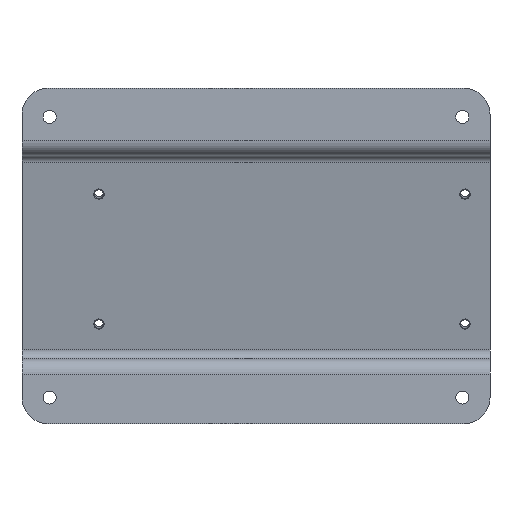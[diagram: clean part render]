
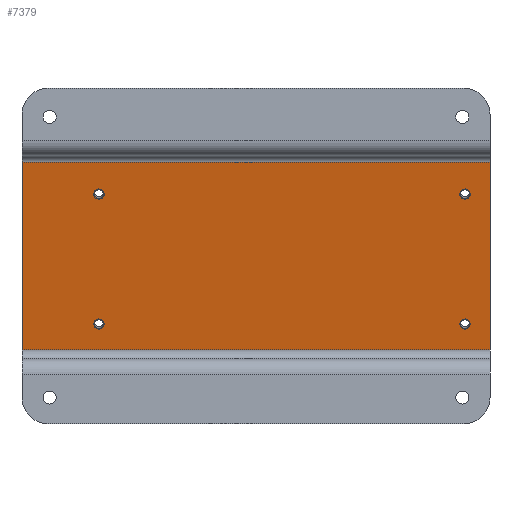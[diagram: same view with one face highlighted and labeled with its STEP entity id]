
A CAD part, front view. The second image highlights one B-rep face of the part: STEP entity #7379.
In plain terms, the highlighted planar face has unit normal (0, -0.985, -0.174).
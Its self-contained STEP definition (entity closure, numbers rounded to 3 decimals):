
#1553=DIRECTION('',(0.,0.174,-0.985));
#1554=VECTOR('',#1553,73.156);
#1555=CARTESIAN_POINT('',(90.,12.92,36.521));
#1556=LINE('',#1555,#1554);
#1601=DIRECTION('',(0.,0.174,-0.985));
#1602=VECTOR('',#1601,73.156);
#1603=CARTESIAN_POINT('',(-90.,12.92,36.521));
#1604=LINE('',#1603,#1602);
#1657=DIRECTION('',(1.,0.,0.));
#1658=VECTOR('',#1657,180.);
#1659=CARTESIAN_POINT('',(-90.,12.92,36.521));
#1660=LINE('',#1659,#1658);
#1661=CARTESIAN_POINT('',(-60.4,23.887,-25.676));
#1662=DIRECTION('',(0.,0.985,0.174));
#1663=DIRECTION('',(0.,0.174,-0.985));
#1664=AXIS2_PLACEMENT_3D('',#1661,#1662,#1663);
#1666=CARTESIAN_POINT('',(-60.4,23.887,-25.676));
#1667=DIRECTION('',(0.,0.985,0.174));
#1668=DIRECTION('',(0.,-0.174,0.985));
#1669=AXIS2_PLACEMENT_3D('',#1666,#1667,#1668);
#1671=CARTESIAN_POINT('',(80.39,23.887,-25.676));
#1672=DIRECTION('',(0.,0.985,0.174));
#1673=DIRECTION('',(0.,0.174,-0.985));
#1674=AXIS2_PLACEMENT_3D('',#1671,#1672,#1673);
#1676=CARTESIAN_POINT('',(80.39,23.887,-25.676));
#1677=DIRECTION('',(0.,0.985,0.174));
#1678=DIRECTION('',(0.,-0.174,0.985));
#1679=AXIS2_PLACEMENT_3D('',#1676,#1677,#1678);
#1681=CARTESIAN_POINT('',(-60.4,15.074,24.303));
#1682=DIRECTION('',(0.,0.985,0.174));
#1683=DIRECTION('',(0.,0.174,-0.985));
#1684=AXIS2_PLACEMENT_3D('',#1681,#1682,#1683);
#1686=CARTESIAN_POINT('',(-60.4,15.074,24.303));
#1687=DIRECTION('',(0.,0.985,0.174));
#1688=DIRECTION('',(0.,-0.174,0.985));
#1689=AXIS2_PLACEMENT_3D('',#1686,#1687,#1688);
#1691=CARTESIAN_POINT('',(80.39,15.074,24.303));
#1692=DIRECTION('',(0.,0.985,0.174));
#1693=DIRECTION('',(0.,0.174,-0.985));
#1694=AXIS2_PLACEMENT_3D('',#1691,#1692,#1693);
#1696=CARTESIAN_POINT('',(80.39,15.074,24.303));
#1697=DIRECTION('',(0.,0.985,0.174));
#1698=DIRECTION('',(0.,-0.174,0.985));
#1699=AXIS2_PLACEMENT_3D('',#1696,#1697,#1698);
#1701=DIRECTION('',(1.,0.,0.));
#1702=VECTOR('',#1701,180.);
#1703=CARTESIAN_POINT('',(-90.,25.623,-35.524));
#1704=LINE('',#1703,#1702);
#4649=CARTESIAN_POINT('',(-90.,12.92,36.521));
#4650=VERTEX_POINT('',#4649);
#4651=CARTESIAN_POINT('',(90.,12.92,36.521));
#4652=VERTEX_POINT('',#4651);
#4661=CARTESIAN_POINT('',(-90.,25.623,-35.524));
#4662=VERTEX_POINT('',#4661);
#4663=CARTESIAN_POINT('',(90.,25.623,-35.524));
#4664=VERTEX_POINT('',#4663);
#4689=CARTESIAN_POINT('',(-60.4,24.173,-27.301));
#4690=CARTESIAN_POINT('',(-60.4,23.6,-24.051));
#4691=VERTEX_POINT('',#4689);
#4692=VERTEX_POINT('',#4690);
#4697=CARTESIAN_POINT('',(80.39,24.173,-27.301));
#4698=CARTESIAN_POINT('',(80.39,23.6,-24.051));
#4699=VERTEX_POINT('',#4697);
#4700=VERTEX_POINT('',#4698);
#4705=CARTESIAN_POINT('',(-60.4,15.361,22.678));
#4706=CARTESIAN_POINT('',(-60.4,14.788,25.928));
#4707=VERTEX_POINT('',#4705);
#4708=VERTEX_POINT('',#4706);
#4713=CARTESIAN_POINT('',(80.39,15.361,22.678));
#4714=CARTESIAN_POINT('',(80.39,14.788,25.928));
#4715=VERTEX_POINT('',#4713);
#4716=VERTEX_POINT('',#4714);
#7345=CARTESIAN_POINT('',(-90.,12.92,36.521));
#7346=DIRECTION('',(0.,-0.985,-0.174));
#7347=DIRECTION('',(0.,0.174,-0.985));
#7348=AXIS2_PLACEMENT_3D('',#7345,#7346,#7347);
#7349=PLANE('',#7348);
#7351=ORIENTED_EDGE('',*,*,#7350,.F.);
#7352=ORIENTED_EDGE('',*,*,#7276,.F.);
#7353=ORIENTED_EDGE('',*,*,#7188,.T.);
#7354=ORIENTED_EDGE('',*,*,#7214,.T.);
#7355=EDGE_LOOP('',(#7351,#7352,#7353,#7354));
#7356=FACE_OUTER_BOUND('',#7355,.F.);
#7357=ORIENTED_EDGE('',*,*,#7325,.F.);
#7358=ORIENTED_EDGE('',*,*,#7339,.F.);
#7359=EDGE_LOOP('',(#7357,#7358));
#7360=FACE_BOUND('',#7359,.F.);
#7362=ORIENTED_EDGE('',*,*,#7361,.F.);
#7364=ORIENTED_EDGE('',*,*,#7363,.F.);
#7365=EDGE_LOOP('',(#7362,#7364));
#7366=FACE_BOUND('',#7365,.F.);
#7368=ORIENTED_EDGE('',*,*,#7367,.F.);
#7370=ORIENTED_EDGE('',*,*,#7369,.F.);
#7371=EDGE_LOOP('',(#7368,#7370));
#7372=FACE_BOUND('',#7371,.F.);
#7374=ORIENTED_EDGE('',*,*,#7373,.F.);
#7376=ORIENTED_EDGE('',*,*,#7375,.F.);
#7377=EDGE_LOOP('',(#7374,#7376));
#7378=FACE_BOUND('',#7377,.F.);
#7379=ADVANCED_FACE('',(#7356,#7360,#7366,#7372,#7378),#7349,.T.);
#1665=CIRCLE('',#1664,1.65);
#1670=CIRCLE('',#1669,1.65);
#1675=CIRCLE('',#1674,1.65);
#1680=CIRCLE('',#1679,1.65);
#1685=CIRCLE('',#1684,1.65);
#1690=CIRCLE('',#1689,1.65);
#1695=CIRCLE('',#1694,1.65);
#1700=CIRCLE('',#1699,1.65);
#7188=EDGE_CURVE('',#4650,#4652,#1660,.T.);
#7214=EDGE_CURVE('',#4652,#4664,#1556,.T.);
#7276=EDGE_CURVE('',#4650,#4662,#1604,.T.);
#7325=EDGE_CURVE('',#4691,#4692,#1665,.T.);
#7339=EDGE_CURVE('',#4692,#4691,#1670,.T.);
#7350=EDGE_CURVE('',#4662,#4664,#1704,.T.);
#7361=EDGE_CURVE('',#4699,#4700,#1675,.T.);
#7363=EDGE_CURVE('',#4700,#4699,#1680,.T.);
#7367=EDGE_CURVE('',#4707,#4708,#1685,.T.);
#7369=EDGE_CURVE('',#4708,#4707,#1690,.T.);
#7373=EDGE_CURVE('',#4715,#4716,#1695,.T.);
#7375=EDGE_CURVE('',#4716,#4715,#1700,.T.);
